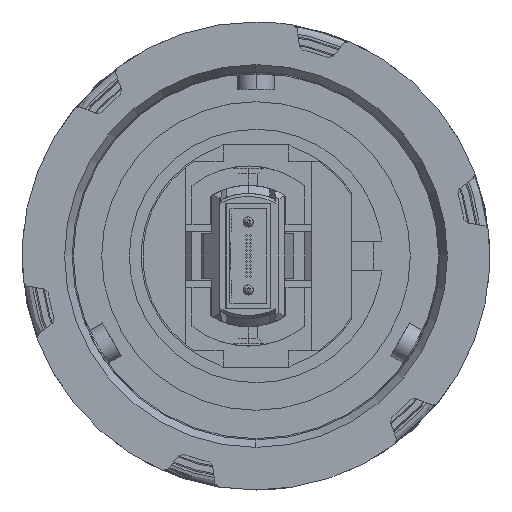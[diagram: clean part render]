
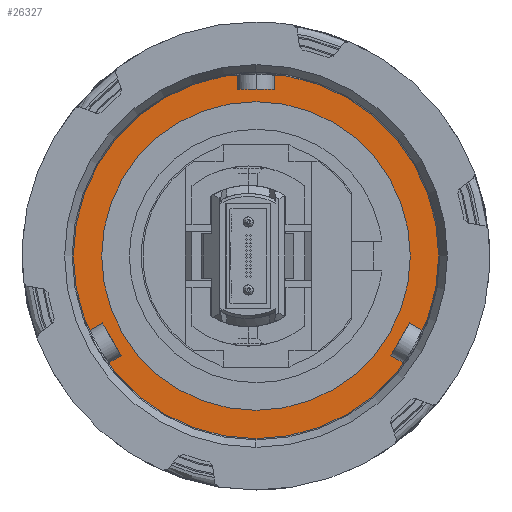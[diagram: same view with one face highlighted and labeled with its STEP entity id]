
A CAD part, left-side view. The second image highlights one B-rep face of the part: STEP entity #26327.
In plain terms, the highlighted face is planar.
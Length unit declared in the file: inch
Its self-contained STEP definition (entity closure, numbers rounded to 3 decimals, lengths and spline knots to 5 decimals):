
#3665 = CARTESIAN_POINT ( 'NONE',  ( 0.34646, 0., -0.18701 ) ) ;
#4780 = DIRECTION ( 'NONE',  ( 1., 0., 0. ) ) ;
#5375 = AXIS2_PLACEMENT_3D ( 'NONE', #62162, #24958, #4780 ) ;
#6507 = CARTESIAN_POINT ( 'NONE',  ( -0.4853, 0., -0.18701 ) ) ;
#10414 = DIRECTION ( 'NONE',  ( 1., 0., 0. ) ) ;
#10959 = PLANE ( 'NONE',  #5375 ) ;
#13580 = AXIS2_PLACEMENT_3D ( 'NONE', #38488, #50087, #25683 ) ;
#19169 = VERTEX_POINT ( 'NONE', #49480 ) ;
#24958 = DIRECTION ( 'NONE',  ( 0., 0., 1. ) ) ;
#25157 = EDGE_CURVE ( 'NONE', #80973, #43511, #34180, .T. ) ;
#25683 = DIRECTION ( 'NONE',  ( 1., 0., 0. ) ) ;
#26327 = ADVANCED_FACE ( 'NONE', ( #55955, #48939 ), #10959, .T. ) ;
#28918 = AXIS2_PLACEMENT_3D ( 'NONE', #31776, #45854, #45434 ) ;
#30516 = AXIS2_PLACEMENT_3D ( 'NONE', #73508, #42169, #10414 ) ;
#31776 = CARTESIAN_POINT ( 'NONE',  ( 0., 0., -0.18701 ) ) ;
#33333 = CIRCLE ( 'NONE', #70222, 0.34646 ) ;
#34180 = CIRCLE ( 'NONE', #28918, 0.4853 ) ;
#38488 = CARTESIAN_POINT ( 'NONE',  ( 0., 0., -0.18701 ) ) ;
#39845 = CARTESIAN_POINT ( 'NONE',  ( 0.4853, 0., -0.18701 ) ) ;
#41629 = VERTEX_POINT ( 'NONE', #3665 ) ;
#41933 = CARTESIAN_POINT ( 'NONE',  ( 0., 0., -0.18701 ) ) ;
#42169 = DIRECTION ( 'NONE',  ( 0., 0., 1. ) ) ;
#42347 = DIRECTION ( 'NONE',  ( 0., 0., 1. ) ) ;
#43511 = VERTEX_POINT ( 'NONE', #6507 ) ;
#43778 = ORIENTED_EDGE ( 'NONE', *, *, #25157, .T. ) ;
#44647 = ORIENTED_EDGE ( 'NONE', *, *, #60369, .F. ) ;
#45434 = DIRECTION ( 'NONE',  ( 1., 0., 0. ) ) ;
#45854 = DIRECTION ( 'NONE',  ( 0., 0., 1. ) ) ;
#48939 = FACE_OUTER_BOUND ( 'NONE', #73995, .T. ) ;
#49480 = CARTESIAN_POINT ( 'NONE',  ( -0.34646, 0., -0.18701 ) ) ;
#50087 = DIRECTION ( 'NONE',  ( 0., 0., 1. ) ) ;
#51694 = EDGE_CURVE ( 'NONE', #43511, #80973, #70099, .T. ) ;
#53173 = CIRCLE ( 'NONE', #13580, 0.34646 ) ;
#55955 = FACE_BOUND ( 'NONE', #66903, .T. ) ;
#59911 = EDGE_CURVE ( 'NONE', #41629, #19169, #33333, .T. ) ;
#60369 = EDGE_CURVE ( 'NONE', #19169, #41629, #53173, .T. ) ;
#62162 = CARTESIAN_POINT ( 'NONE',  ( 0., 0., -0.18701 ) ) ;
#62172 = DIRECTION ( 'NONE',  ( 1., 0., 0. ) ) ;
#63562 = ORIENTED_EDGE ( 'NONE', *, *, #59911, .F. ) ;
#66903 = EDGE_LOOP ( 'NONE', ( #63562, #44647 ) ) ;
#70099 = CIRCLE ( 'NONE', #30516, 0.4853 ) ;
#70222 = AXIS2_PLACEMENT_3D ( 'NONE', #41933, #42347, #62172 ) ;
#73508 = CARTESIAN_POINT ( 'NONE',  ( 0., 0., -0.18701 ) ) ;
#73995 = EDGE_LOOP ( 'NONE', ( #43778, #77068 ) ) ;
#77068 = ORIENTED_EDGE ( 'NONE', *, *, #51694, .T. ) ;
#80973 = VERTEX_POINT ( 'NONE', #39845 ) ;
